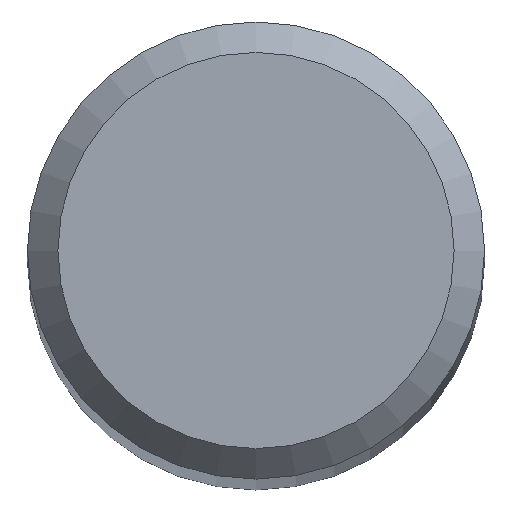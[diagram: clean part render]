
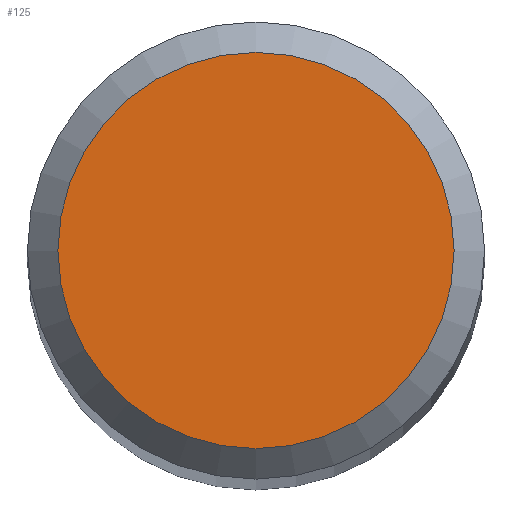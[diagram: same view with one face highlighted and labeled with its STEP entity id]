
A CAD part, top view. The second image highlights one B-rep face of the part: STEP entity #125.
In plain terms, the highlighted planar face has unit normal (0, 0, 1).
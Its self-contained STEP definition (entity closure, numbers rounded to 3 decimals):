
#20 = PLANE ( 'NONE',  #89 ) ;
#25 = EDGE_LOOP ( 'NONE', ( #176 ) ) ;
#80 = CARTESIAN_POINT ( 'NONE',  ( 0., 0.65, 30. ) ) ;
#89 = AXIS2_PLACEMENT_3D ( 'NONE', #212, #105, #174 ) ;
#91 = FACE_OUTER_BOUND ( 'NONE', #25, .T. ) ;
#105 = DIRECTION ( 'NONE',  ( 0., 0., -1. ) ) ;
#116 = EDGE_CURVE ( 'NONE', #206, #206, #173, .T. ) ;
#125 = ADVANCED_FACE ( 'NONE', ( #91 ), #20, .F. ) ;
#127 = DIRECTION ( 'NONE',  ( 0., 1., 0. ) ) ;
#155 = AXIS2_PLACEMENT_3D ( 'NONE', #175, #219, #127 ) ;
#173 = CIRCLE ( 'NONE', #155, 0.65 ) ;
#174 = DIRECTION ( 'NONE',  ( 0., 1., 0. ) ) ;
#175 = CARTESIAN_POINT ( 'NONE',  ( 0., 0., 30. ) ) ;
#176 = ORIENTED_EDGE ( 'NONE', *, *, #116, .F. ) ;
#206 = VERTEX_POINT ( 'NONE', #80 ) ;
#212 = CARTESIAN_POINT ( 'NONE',  ( 0., 0., 30. ) ) ;
#219 = DIRECTION ( 'NONE',  ( 0., 0., -1. ) ) ;
